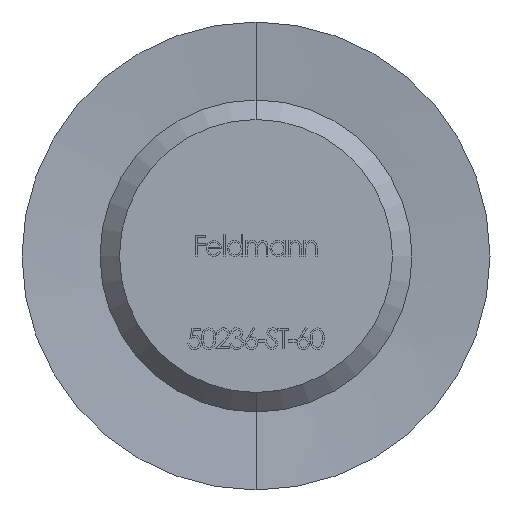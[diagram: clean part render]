
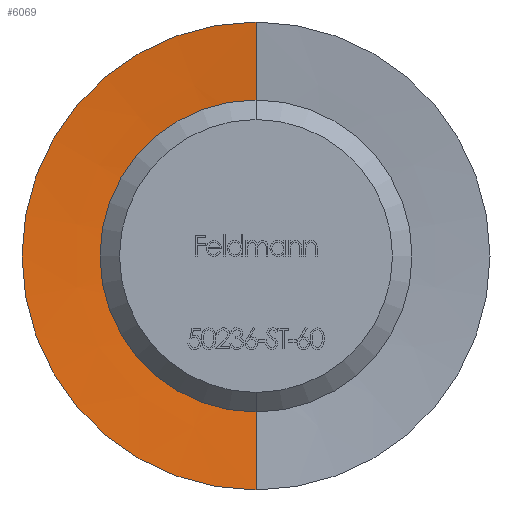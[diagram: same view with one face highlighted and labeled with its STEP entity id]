
A CAD part, front view. The second image highlights one B-rep face of the part: STEP entity #6069.
In plain terms, the highlighted conical face has half-angle 85 degrees and reference radius 3.32 mm.
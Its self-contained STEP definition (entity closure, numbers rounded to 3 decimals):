
#261 = AXIS2_PLACEMENT_3D ( 'NONE', #302, #7228, #1458 ) ;
#302 = CARTESIAN_POINT ( 'NONE',  ( 0., 0., 0. ) ) ;
#413 = CARTESIAN_POINT ( 'NONE',  ( 0., 0.234, 0. ) ) ;
#625 = DIRECTION ( 'NONE',  ( 0., -0.087, -0.996 ) ) ;
#635 = CARTESIAN_POINT ( 'NONE',  ( 0., 0.234, 3.32 ) ) ;
#1224 = AXIS2_PLACEMENT_3D ( 'NONE', #413, #13034, #6241 ) ;
#1458 = DIRECTION ( 'NONE',  ( 0., 0., -1. ) ) ;
#1640 = ORIENTED_EDGE ( 'NONE', *, *, #4036, .T. ) ;
#2261 = LINE ( 'NONE', #8499, #11954 ) ;
#2427 = EDGE_CURVE ( 'NONE', #5896, #12972, #2261, .T. ) ;
#2858 = CARTESIAN_POINT ( 'NONE',  ( 0., 0., -6. ) ) ;
#2907 = CARTESIAN_POINT ( 'NONE',  ( 0., 0.234, 3.32 ) ) ;
#3519 = VERTEX_POINT ( 'NONE', #635 ) ;
#4036 = EDGE_CURVE ( 'NONE', #11092, #12972, #8484, .T. ) ;
#4166 = VECTOR ( 'NONE', #4203, 1000. ) ;
#4203 = DIRECTION ( 'NONE',  ( 0., -0.087, 0.996 ) ) ;
#4362 = EDGE_LOOP ( 'NONE', ( #9336, #5743, #1640, #7353 ) ) ;
#4692 = CARTESIAN_POINT ( 'NONE',  ( 0., 0.234, -3.32 ) ) ;
#5743 = ORIENTED_EDGE ( 'NONE', *, *, #13982, .T. ) ;
#5896 = VERTEX_POINT ( 'NONE', #4692 ) ;
#6069 = ADVANCED_FACE ( 'NONE', ( #11808 ), #8910, .F. ) ;
#6241 = DIRECTION ( 'NONE',  ( 0., 0., -1. ) ) ;
#7228 = DIRECTION ( 'NONE',  ( 0., -1., 0. ) ) ;
#7353 = ORIENTED_EDGE ( 'NONE', *, *, #2427, .F. ) ;
#8271 = LINE ( 'NONE', #2907, #4166 ) ;
#8484 = CIRCLE ( 'NONE', #261, 6. ) ;
#8499 = CARTESIAN_POINT ( 'NONE',  ( 0., 0.234, -3.32 ) ) ;
#8802 = EDGE_CURVE ( 'NONE', #3519, #5896, #9600, .T. ) ;
#8910 = CONICAL_SURFACE ( 'NONE', #1224, 3.32, 1.484 ) ;
#9336 = ORIENTED_EDGE ( 'NONE', *, *, #8802, .F. ) ;
#9600 = CIRCLE ( 'NONE', #13434, 3.32 ) ;
#9780 = DIRECTION ( 'NONE',  ( 0., 0., -1. ) ) ;
#11092 = VERTEX_POINT ( 'NONE', #14083 ) ;
#11808 = FACE_OUTER_BOUND ( 'NONE', #4362, .T. ) ;
#11954 = VECTOR ( 'NONE', #625, 1000. ) ;
#12972 = VERTEX_POINT ( 'NONE', #2858 ) ;
#13034 = DIRECTION ( 'NONE',  ( 0., -1., 0. ) ) ;
#13112 = CARTESIAN_POINT ( 'NONE',  ( 0., 0.234, 0. ) ) ;
#13434 = AXIS2_PLACEMENT_3D ( 'NONE', #13112, #14380, #9780 ) ;
#13982 = EDGE_CURVE ( 'NONE', #3519, #11092, #8271, .T. ) ;
#14083 = CARTESIAN_POINT ( 'NONE',  ( 0., 0., 6. ) ) ;
#14380 = DIRECTION ( 'NONE',  ( 0., -1., 0. ) ) ;
